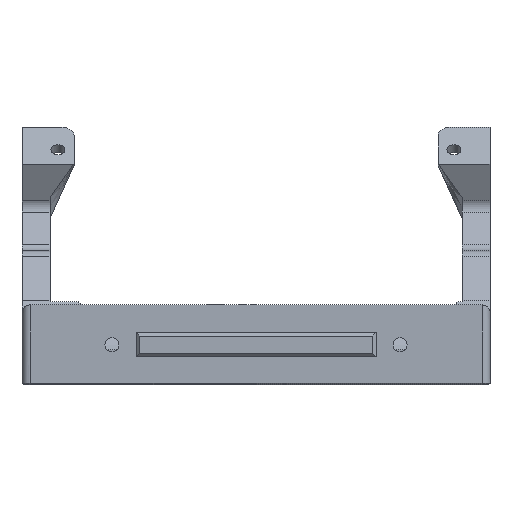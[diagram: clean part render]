
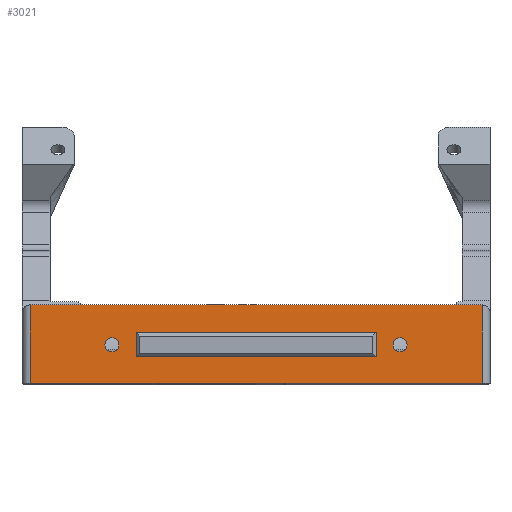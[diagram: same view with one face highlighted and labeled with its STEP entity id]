
A CAD part, front view. The second image highlights one B-rep face of the part: STEP entity #3021.
In plain terms, the highlighted planar face has unit normal (0, -1, 0).
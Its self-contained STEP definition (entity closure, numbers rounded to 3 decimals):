
#121=FACE_BOUND('',#530,.T.);
#122=FACE_BOUND('',#531,.T.);
#123=FACE_BOUND('',#532,.T.);
#208=CIRCLE('',#3282,1.75);
#209=CIRCLE('',#3283,1.75);
#354=FACE_OUTER_BOUND('',#529,.T.);
#529=EDGE_LOOP('',(#2742,#2743,#2744,#2745));
#530=EDGE_LOOP('',(#2746,#2747,#2748,#2749));
#531=EDGE_LOOP('',(#2750));
#532=EDGE_LOOP('',(#2751));
#683=LINE('',#4538,#1007);
#851=LINE('',#5034,#1175);
#852=LINE('',#5037,#1176);
#853=LINE('',#5039,#1177);
#854=LINE('',#5043,#1178);
#855=LINE('',#5045,#1179);
#856=LINE('',#5047,#1180);
#857=LINE('',#5048,#1181);
#1007=VECTOR('',#3574,10.);
#1175=VECTOR('',#4070,10.);
#1176=VECTOR('',#4075,10.);
#1177=VECTOR('',#4078,10.);
#1178=VECTOR('',#4081,10.);
#1179=VECTOR('',#4082,10.);
#1180=VECTOR('',#4083,10.);
#1181=VECTOR('',#4084,10.);
#1351=VERTEX_POINT('',#4530);
#1353=VERTEX_POINT('',#4536);
#1462=VERTEX_POINT('',#5031);
#1463=VERTEX_POINT('',#5033);
#1464=VERTEX_POINT('',#5041);
#1465=VERTEX_POINT('',#5042);
#1466=VERTEX_POINT('',#5044);
#1467=VERTEX_POINT('',#5046);
#1468=VERTEX_POINT('',#5049);
#1469=VERTEX_POINT('',#5051);
#1666=EDGE_CURVE('',#1353,#1351,#683,.T.);
#1890=EDGE_CURVE('',#1462,#1463,#851,.T.);
#1892=EDGE_CURVE('',#1463,#1353,#852,.T.);
#1893=EDGE_CURVE('',#1351,#1462,#853,.T.);
#1894=EDGE_CURVE('',#1464,#1465,#854,.T.);
#1895=EDGE_CURVE('',#1465,#1466,#855,.T.);
#1896=EDGE_CURVE('',#1466,#1467,#856,.T.);
#1897=EDGE_CURVE('',#1467,#1464,#857,.T.);
#1898=EDGE_CURVE('',#1468,#1468,#208,.T.);
#1899=EDGE_CURVE('',#1469,#1469,#209,.T.);
#2742=ORIENTED_EDGE('',*,*,#1892,.F.);
#2743=ORIENTED_EDGE('',*,*,#1890,.F.);
#2744=ORIENTED_EDGE('',*,*,#1893,.F.);
#2745=ORIENTED_EDGE('',*,*,#1666,.F.);
#2746=ORIENTED_EDGE('',*,*,#1894,.T.);
#2747=ORIENTED_EDGE('',*,*,#1895,.T.);
#2748=ORIENTED_EDGE('',*,*,#1896,.T.);
#2749=ORIENTED_EDGE('',*,*,#1897,.T.);
#2750=ORIENTED_EDGE('',*,*,#1898,.T.);
#2751=ORIENTED_EDGE('',*,*,#1899,.T.);
#2871=PLANE('',#3281);
#3021=ADVANCED_FACE('',(#354,#121,#122,#123),#2871,.T.);
#3281=AXIS2_PLACEMENT_3D('',#5040,#4079,#4080);
#3282=AXIS2_PLACEMENT_3D('',#5050,#4085,#4086);
#3283=AXIS2_PLACEMENT_3D('',#5052,#4087,#4088);
#3574=DIRECTION('',(-1.,0.,0.));
#4070=DIRECTION('',(1.,0.,0.));
#4075=DIRECTION('',(0.,0.,-1.));
#4078=DIRECTION('',(0.,0.,1.));
#4079=DIRECTION('center_axis',(0.,-1.,0.));
#4080=DIRECTION('ref_axis',(0.,0.,-1.));
#4081=DIRECTION('',(0.,0.,-1.));
#4082=DIRECTION('',(-1.,0.,0.));
#4083=DIRECTION('',(0.,0.,1.));
#4084=DIRECTION('',(1.,0.,0.));
#4085=DIRECTION('center_axis',(0.,1.,0.));
#4086=DIRECTION('ref_axis',(-1.,0.,0.));
#4087=DIRECTION('center_axis',(0.,1.,0.));
#4088=DIRECTION('ref_axis',(-1.,0.,0.));
#4530=CARTESIAN_POINT('',(2.,-66.,0.4));
#4536=CARTESIAN_POINT('',(115.,-66.,0.4));
#4538=CARTESIAN_POINT('',(0.,-66.,0.4));
#5031=CARTESIAN_POINT('',(2.,-66.,20.));
#5033=CARTESIAN_POINT('',(115.,-66.,20.));
#5034=CARTESIAN_POINT('',(0.,-66.,20.));
#5037=CARTESIAN_POINT('',(115.,-66.,15.));
#5039=CARTESIAN_POINT('',(2.,-66.,15.));
#5040=CARTESIAN_POINT('Origin',(0.,-66.,20.));
#5041=CARTESIAN_POINT('',(88.5,-66.,13.));
#5042=CARTESIAN_POINT('',(88.5,-66.,7.));
#5043=CARTESIAN_POINT('',(88.5,-66.,13.5));
#5044=CARTESIAN_POINT('',(28.5,-66.,7.));
#5045=CARTESIAN_POINT('',(14.25,-66.,7.));
#5046=CARTESIAN_POINT('',(28.5,-66.,13.));
#5047=CARTESIAN_POINT('',(28.5,-66.,16.5));
#5048=CARTESIAN_POINT('',(44.25,-66.,13.));
#5049=CARTESIAN_POINT('',(24.25,-66.,10.));
#5050=CARTESIAN_POINT('Origin',(22.5,-66.,10.));
#5051=CARTESIAN_POINT('',(96.25,-66.,10.));
#5052=CARTESIAN_POINT('Origin',(94.5,-66.,10.));
